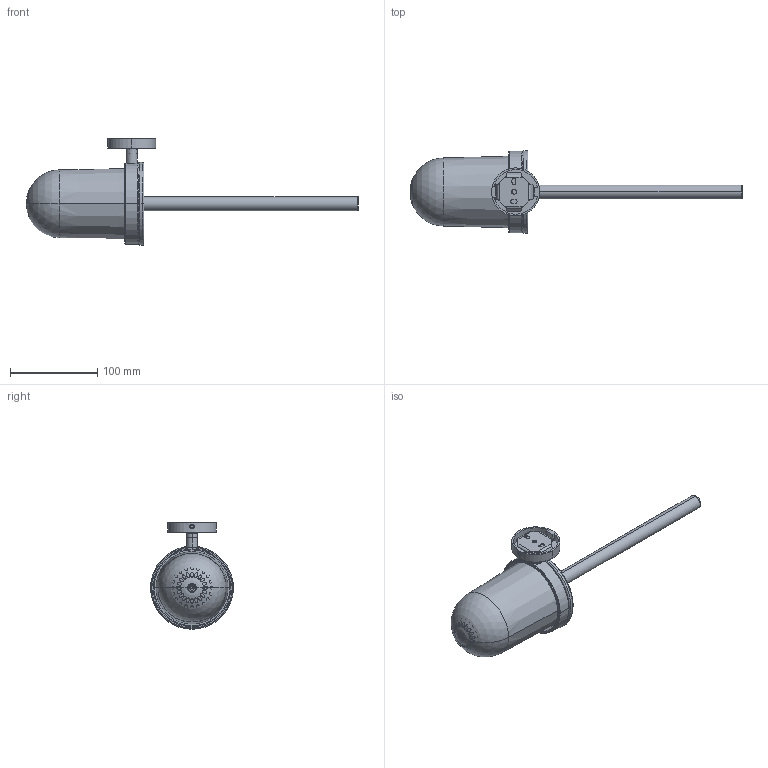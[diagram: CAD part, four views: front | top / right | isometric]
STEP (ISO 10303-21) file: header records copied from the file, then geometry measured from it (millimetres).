
FILE_DESCRIPTION((''),'2;1');
FILE_NAME('90311B-CP-IBG_ASM','2024-03-11T',('Administrator'),(''),'PRO/ENGINEER BY PARAMETRIC TECHNOLOGY CORPORATION, 2010280','PRO/ENGINEER BY PARAMETRIC TECHNOLOGY CORPORATION, 2010280','');
FILE_SCHEMA(('CONFIG_CONTROL_DESIGN'));
Length unit declared in the file: millimetre
Products named in the file (18): MGC1507ZXX; MJC0416ZXX; AJC0569_ASM; MGC1508ZXX; MDC0034; SCT0306WBK; BLC0017WXX; BLC0398WXX; MZC0075WXX; BLC0008WXX; SCT0035WXX; JXF0013; SCT0039; SCT0100; MGC0134ZXX; MBC0019ZXX; AJC0050ZCP_ASM; 90311B-CP-IBG_ASM
Assembly tree (17 placements, depth 3):
  90311B-CP-IBG_ASM
    AJC0569_ASM
      MGC1507ZXX
      MJC0416ZXX
    MGC1508ZXX
    MDC0034
    SCT0306WBK
    BLC0017WXX
    BLC0398WXX
    MZC0075WXX
    BLC0008WXX
    SCT0035WXX
    JXF0013
    SCT0039
    SCT0100
    AJC0050ZCP_ASM
      MGC0134ZXX
      MBC0019ZXX
Bounding box: 380.4 x 95 x 122 mm (x, y, z)
Volume: 270394 mm3; surface area: 206342.4 mm2
Topology: 19 solids, 20 shells, 1412 faces, 3169 edges, 2010 vertices
Faces by surface type: cylinder 889, cone 247, sphere 132, plane 87, bspline 43, torus 14
Entity records: 65135 total; most frequent: CARTESIAN_POINT 36761, ORIENTED_EDGE 6310, DIRECTION 4375, EDGE_CURVE 3157, VERTEX_POINT 2162, B_SPLINE_CURVE_WITH_KNOTS 1839, EDGE_LOOP 1663, AXIS2_PLACEMENT_3D 1647
